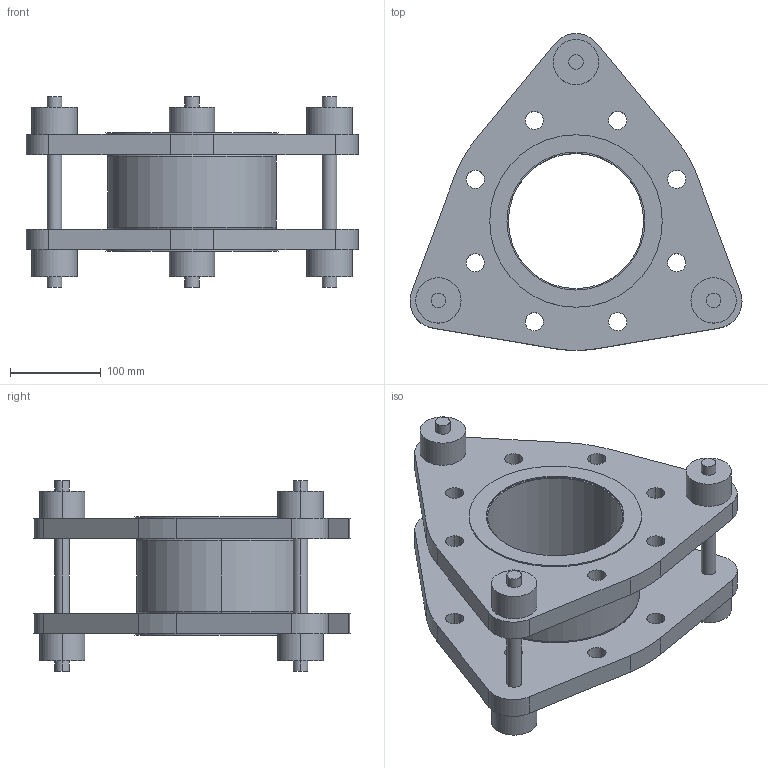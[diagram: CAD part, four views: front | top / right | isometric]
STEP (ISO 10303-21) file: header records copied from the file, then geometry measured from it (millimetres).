
FILE_DESCRIPTION (( 'STEP AP214' ), '1' );
FILE_NAME ('EPSILON-C_DN150_PN16_300_6000013638.STEP', '2021-10-18T10:41:19', ( 'axxx' ), ( 'Hewlett-Packard Company' ), 'SwSTEP 2.0', 'SolidWorks 2019', '' );
FILE_SCHEMA (( 'AUTOMOTIVE_DESIGN' ));
Length unit declared in the file: millimetre
Products named in the file (1): EPSILON-C_DN150_PN16_300_6000013638
Bounding box: 365.69 x 348.68 x 210 mm (x, y, z)
Volume: 4079235.7 mm3; surface area: 463790.3 mm2
Topology: 1 solids, 1 shells, 624 faces, 1673 edges, 1114 vertices
Faces by surface type: bspline 254, plane 247, cylinder 119, torus 4
Entity records: 33446 total; most frequent: CARTESIAN_POINT 19366, ORIENTED_EDGE 3346, DIRECTION 2110, EDGE_CURVE 1673, VERTEX_POINT 1114, VECTOR 830, LINE 830, EDGE_LOOP 727
